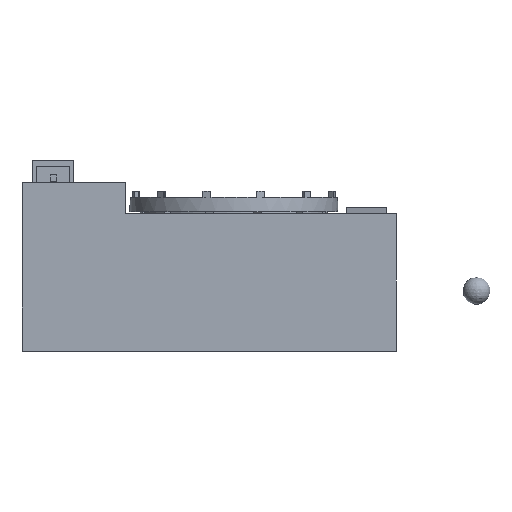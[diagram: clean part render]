
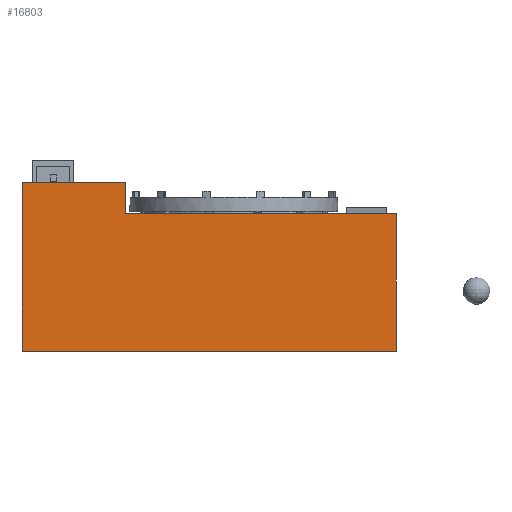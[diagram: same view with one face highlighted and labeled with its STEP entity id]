
A CAD part, left-side view. The second image highlights one B-rep face of the part: STEP entity #16803.
In plain terms, the highlighted planar face has unit normal (-1, 0, 0).
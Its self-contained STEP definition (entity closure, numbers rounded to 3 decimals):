
#2215=FACE_OUTER_BOUND('',#3213,.T.);
#3213=EDGE_LOOP('',(#15364,#15365,#15366,#15367,#15368,#15369));
#4757=LINE('',#30054,#6384);
#4761=LINE('',#30061,#6388);
#4773=LINE('',#30089,#6400);
#4799=LINE('',#30140,#6426);
#4819=LINE('',#30184,#6446);
#4844=LINE('',#30242,#6471);
#6384=VECTOR('',#21499,10.);
#6388=VECTOR('',#21505,10.);
#6400=VECTOR('',#21523,10.);
#6426=VECTOR('',#21565,10.);
#6446=VECTOR('',#21601,10.);
#6471=VECTOR('',#21666,10.);
#8027=VERTEX_POINT('',#30051);
#8028=VERTEX_POINT('',#30053);
#8030=VERTEX_POINT('',#30059);
#8040=VERTEX_POINT('',#30082);
#8043=VERTEX_POINT('',#30087);
#8076=VERTEX_POINT('',#30183);
#10428=EDGE_CURVE('',#8027,#8028,#4757,.T.);
#10432=EDGE_CURVE('',#8030,#8027,#4761,.T.);
#10445=EDGE_CURVE('',#8040,#8043,#4773,.T.);
#10471=EDGE_CURVE('',#8028,#8043,#4799,.T.);
#10492=EDGE_CURVE('',#8076,#8040,#4819,.T.);
#10522=EDGE_CURVE('',#8030,#8076,#4844,.T.);
#15364=ORIENTED_EDGE('',*,*,#10492,.T.);
#15365=ORIENTED_EDGE('',*,*,#10445,.T.);
#15366=ORIENTED_EDGE('',*,*,#10471,.F.);
#15367=ORIENTED_EDGE('',*,*,#10428,.F.);
#15368=ORIENTED_EDGE('',*,*,#10432,.F.);
#15369=ORIENTED_EDGE('',*,*,#10522,.T.);
#15939=PLANE('',#17950);
#16803=ADVANCED_FACE('',(#2215),#15939,.T.);
#17950=AXIS2_PLACEMENT_3D('',#30241,#21664,#21665);
#21499=DIRECTION('',(0.,0.,1.));
#21505=DIRECTION('',(0.,1.,0.));
#21523=DIRECTION('',(0.,0.,1.));
#21565=DIRECTION('',(0.,-1.,0.));
#21601=DIRECTION('',(0.,1.,0.));
#21664=DIRECTION('center_axis',(-1.,0.,0.));
#21665=DIRECTION('ref_axis',(0.,-1.,0.));
#21666=DIRECTION('',(0.,0.,1.));
#30051=CARTESIAN_POINT('',(-270.535,109.893,-29.));
#30053=CARTESIAN_POINT('',(-270.535,109.893,52.));
#30054=CARTESIAN_POINT('',(-270.535,109.893,-26.));
#30059=CARTESIAN_POINT('',(-270.535,-70.107,-29.));
#30061=CARTESIAN_POINT('',(-270.535,-70.107,-29.));
#30082=CARTESIAN_POINT('',(-270.535,59.893,37.));
#30087=CARTESIAN_POINT('',(-270.535,59.893,52.));
#30089=CARTESIAN_POINT('',(-270.535,59.893,1.));
#30140=CARTESIAN_POINT('',(-270.535,109.893,52.));
#30183=CARTESIAN_POINT('',(-270.535,-70.107,37.));
#30184=CARTESIAN_POINT('',(-270.535,27.393,37.));
#30241=CARTESIAN_POINT('Origin',(-270.535,59.893,28.));
#30242=CARTESIAN_POINT('',(-270.535,-70.107,28.));
